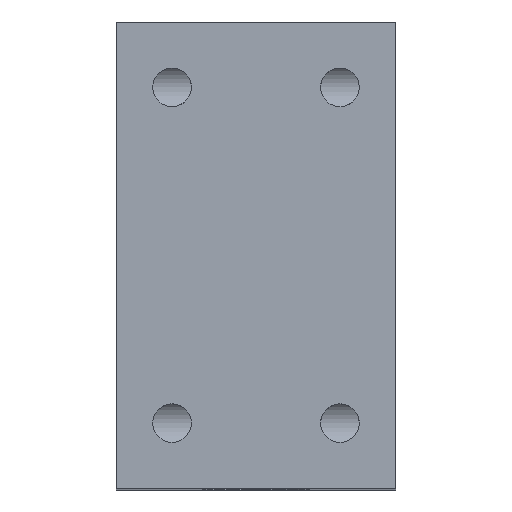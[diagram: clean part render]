
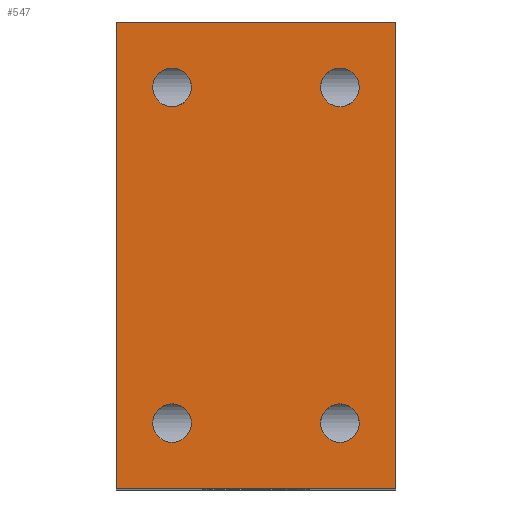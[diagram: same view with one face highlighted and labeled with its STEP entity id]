
A CAD part, top view. The second image highlights one B-rep face of the part: STEP entity #547.
In plain terms, the highlighted planar face has unit normal (0, 0, 1).
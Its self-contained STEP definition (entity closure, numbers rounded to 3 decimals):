
#547 = ADVANCED_FACE ( 'NONE', ( #5023, #5021, #5024, #5026, #5018 ), #5749, .T. ) ;
#744 = VERTEX_POINT ( 'NONE', #6304 ) ;
#745 = VERTEX_POINT ( 'NONE', #6305 ) ;
#857 = VERTEX_POINT ( 'NONE', #6417 ) ;
#858 = VERTEX_POINT ( 'NONE', #6418 ) ;
#1856 = EDGE_CURVE ( 'NONE', #7776, #7776, #7853, .T. ) ;
#1862 = EDGE_CURVE ( 'NONE', #7788, #7788, #7856, .T. ) ;
#1864 = EDGE_CURVE ( 'NONE', #7790, #7790, #7860, .T. ) ;
#1866 = EDGE_CURVE ( 'NONE', #7792, #7792, #7863, .T. ) ;
#1870 = EDGE_CURVE ( 'NONE', #744, #745, #7862, .T. ) ;
#1986 = EDGE_CURVE ( 'NONE', #857, #744, #8096, .T. ) ;
#1987 = EDGE_CURVE ( 'NONE', #858, #745, #8098, .T. ) ;
#1988 = EDGE_CURVE ( 'NONE', #857, #858, #8100, .T. ) ;
#2249 = AXIS2_PLACEMENT_3D ( 'NONE', #6776, #6783, #6784 ) ;
#2370 = AXIS2_PLACEMENT_3D ( 'NONE', #5750, #5763, #5764 ) ;
#2488 = AXIS2_PLACEMENT_3D ( 'NONE', #7033, #7034, #7035 ) ;
#2490 = AXIS2_PLACEMENT_3D ( 'NONE', #6968, #7029, #7030 ) ;
#2494 = AXIS2_PLACEMENT_3D ( 'NONE', #7038, #7039, #7040 ) ;
#3350 = ORIENTED_EDGE ( 'NONE', *, *, #1988, .F. ) ;
#3351 = ORIENTED_EDGE ( 'NONE', *, *, #1986, .T. ) ;
#3352 = ORIENTED_EDGE ( 'NONE', *, *, #1870, .T. ) ;
#3353 = ORIENTED_EDGE ( 'NONE', *, *, #1987, .F. ) ;
#3354 = ORIENTED_EDGE ( 'NONE', *, *, #1856, .T. ) ;
#3355 = ORIENTED_EDGE ( 'NONE', *, *, #1866, .T. ) ;
#3356 = ORIENTED_EDGE ( 'NONE', *, *, #1864, .T. ) ;
#3357 = ORIENTED_EDGE ( 'NONE', *, *, #1862, .T. ) ;
#3951 = EDGE_LOOP ( 'NONE', ( #3350, #3351, #3352, #3353 ) ) ;
#3956 = EDGE_LOOP ( 'NONE', ( #3354 ) ) ;
#3964 = EDGE_LOOP ( 'NONE', ( #3355 ) ) ;
#3965 = EDGE_LOOP ( 'NONE', ( #3356 ) ) ;
#3966 = EDGE_LOOP ( 'NONE', ( #3357 ) ) ;
#5018 = FACE_BOUND ( 'NONE', #3966, .T. ) ;
#5021 = FACE_BOUND ( 'NONE', #3956, .T. ) ;
#5023 = FACE_OUTER_BOUND ( 'NONE', #3951, .T. ) ;
#5024 = FACE_BOUND ( 'NONE', #3964, .T. ) ;
#5026 = FACE_BOUND ( 'NONE', #3965, .T. ) ;
#5749 = PLANE ( 'NONE',  #2370 ) ;
#5750 = CARTESIAN_POINT ( 'NONE',  ( 0., 0., 96. ) ) ;
#5763 = DIRECTION ( 'NONE',  ( 0., 0., 1. ) ) ;
#5764 = DIRECTION ( 'NONE',  ( 1., 0., 0. ) ) ;
#6304 = CARTESIAN_POINT ( 'NONE',  ( -15., 25., 96. ) ) ;
#6305 = CARTESIAN_POINT ( 'NONE',  ( -15., -25., 96. ) ) ;
#6417 = CARTESIAN_POINT ( 'NONE',  ( 15., 25., 96. ) ) ;
#6418 = CARTESIAN_POINT ( 'NONE',  ( 15., -25., 96. ) ) ;
#6776 = CARTESIAN_POINT ( 'NONE',  ( -9., -18., 96. ) ) ;
#6783 = DIRECTION ( 'NONE',  ( 0., 0., -1. ) ) ;
#6784 = DIRECTION ( 'NONE',  ( 1., 0., 0. ) ) ;
#6968 = CARTESIAN_POINT ( 'NONE',  ( 9., -18., 96. ) ) ;
#7029 = DIRECTION ( 'NONE',  ( 0., 0., -1. ) ) ;
#7030 = DIRECTION ( 'NONE',  ( 1., 0., 0. ) ) ;
#7033 = CARTESIAN_POINT ( 'NONE',  ( -9., 18., 96. ) ) ;
#7034 = DIRECTION ( 'NONE',  ( 0., 0., -1. ) ) ;
#7035 = DIRECTION ( 'NONE',  ( 1., 0., 0. ) ) ;
#7038 = CARTESIAN_POINT ( 'NONE',  ( 9., 18., 96. ) ) ;
#7039 = DIRECTION ( 'NONE',  ( 0., 0., -1. ) ) ;
#7040 = DIRECTION ( 'NONE',  ( 1., 0., 0. ) ) ;
#7049 = CARTESIAN_POINT ( 'NONE',  ( -15., 0., 96. ) ) ;
#7050 = DIRECTION ( 'NONE',  ( 0., -1., 0. ) ) ;
#7282 = CARTESIAN_POINT ( 'NONE',  ( 0., 25., 96. ) ) ;
#7283 = DIRECTION ( 'NONE',  ( -1., 0., 0. ) ) ;
#7284 = CARTESIAN_POINT ( 'NONE',  ( 15., -25., 96. ) ) ;
#7285 = DIRECTION ( 'NONE',  ( -1., 0., 0. ) ) ;
#7286 = CARTESIAN_POINT ( 'NONE',  ( 15., 25., 96. ) ) ;
#7287 = DIRECTION ( 'NONE',  ( 0., -1., 0. ) ) ;
#7776 = VERTEX_POINT ( 'NONE', #7777 ) ;
#7777 = CARTESIAN_POINT ( 'NONE',  ( -6.933, -18., 96. ) ) ;
#7788 = VERTEX_POINT ( 'NONE', #7789 ) ;
#7789 = CARTESIAN_POINT ( 'NONE',  ( 11.067, -18., 96. ) ) ;
#7790 = VERTEX_POINT ( 'NONE', #7791 ) ;
#7791 = CARTESIAN_POINT ( 'NONE',  ( -6.933, 18., 96. ) ) ;
#7792 = VERTEX_POINT ( 'NONE', #7793 ) ;
#7793 = CARTESIAN_POINT ( 'NONE',  ( 11.067, 18., 96. ) ) ;
#7853 = CIRCLE ( 'NONE', #2249, 2.067 ) ;
#7856 = CIRCLE ( 'NONE', #2490, 2.067 ) ;
#7860 = CIRCLE ( 'NONE', #2488, 2.067 ) ;
#7862 = LINE ( 'NONE', #7049, #7866 ) ;
#7863 = CIRCLE ( 'NONE', #2494, 2.067 ) ;
#7866 = VECTOR ( 'NONE', #7050, 1000. ) ;
#8096 = LINE ( 'NONE', #7282, #8097 ) ;
#8097 = VECTOR ( 'NONE', #7283, 1000. ) ;
#8098 = LINE ( 'NONE', #7284, #8099 ) ;
#8099 = VECTOR ( 'NONE', #7285, 1000. ) ;
#8100 = LINE ( 'NONE', #7286, #8101 ) ;
#8101 = VECTOR ( 'NONE', #7287, 1000. ) ;
